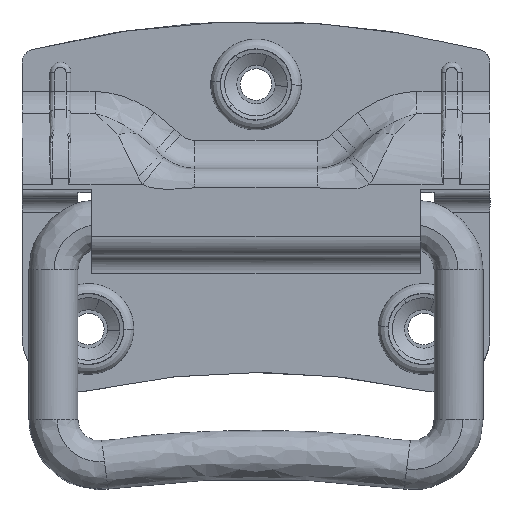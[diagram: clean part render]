
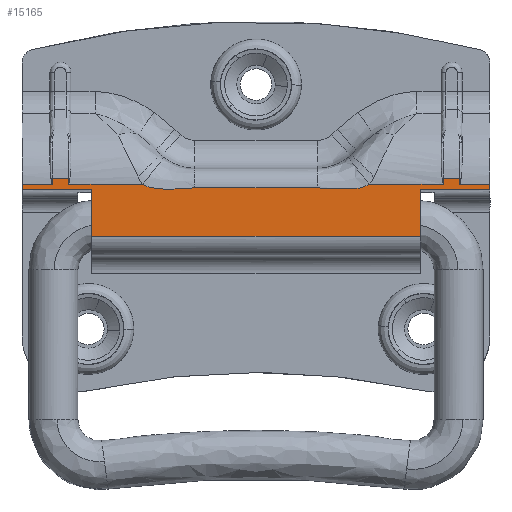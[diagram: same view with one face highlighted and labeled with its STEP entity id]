
A CAD part, front view. The second image highlights one B-rep face of the part: STEP entity #15165.
In plain terms, the highlighted free-form (B-spline) face has degree [1, 1] with [2, 2] control points.
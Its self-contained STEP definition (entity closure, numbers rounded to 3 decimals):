
#6158=CARTESIAN_POINT('',(-33.5,-4.3,4.9));
#6159=VERTEX_POINT('',#6158);
#6202=CARTESIAN_POINT('',(-23.5,-4.3,4.9));
#6203=VERTEX_POINT('',#6202);
#6217=CARTESIAN_POINT('',(-33.5,-4.3,4.9));
#6218=CARTESIAN_POINT('',(-23.5,-4.3,4.9));
#6219=QUASI_UNIFORM_CURVE('',1,(#6217,#6218),.UNSPECIFIED.,.F.,.U.);
#6220=EDGE_CURVE('',#6159,#6203,#6219,.T.);
#6239=CARTESIAN_POINT('',(33.5,-4.3,4.9));
#6240=VERTEX_POINT('',#6239);
#6256=CARTESIAN_POINT('',(23.5,-4.3,4.9));
#6257=VERTEX_POINT('',#6256);
#6258=CARTESIAN_POINT('',(23.5,-4.3,4.9));
#6259=CARTESIAN_POINT('',(33.5,-4.3,4.9));
#6260=QUASI_UNIFORM_CURVE('',1,(#6258,#6259),.UNSPECIFIED.,.F.,.U.);
#6261=EDGE_CURVE('',#6257,#6240,#6260,.T.);
#6576=CARTESIAN_POINT('',(-26.8,-4.3,6.575));
#6577=VERTEX_POINT('',#6576);
#6621=CARTESIAN_POINT('',(-26.8,-4.3,5.7));
#6622=VERTEX_POINT('',#6621);
#6623=CARTESIAN_POINT('',(-26.8,-4.3,5.7));
#6624=CARTESIAN_POINT('',(-26.8,-4.3,6.575));
#6625=QUASI_UNIFORM_CURVE('',1,(#6623,#6624),.UNSPECIFIED.,.F.,.U.);
#6626=EDGE_CURVE('',#6622,#6577,#6625,.T.);
#6655=CARTESIAN_POINT('',(-29.2,-4.3,6.575));
#6656=VERTEX_POINT('',#6655);
#6657=CARTESIAN_POINT('',(-29.2,-4.3,5.7));
#6658=VERTEX_POINT('',#6657);
#6659=CARTESIAN_POINT('',(-29.2,-4.3,6.575));
#6660=CARTESIAN_POINT('',(-29.2,-4.3,5.7));
#6661=QUASI_UNIFORM_CURVE('',1,(#6659,#6660),.UNSPECIFIED.,.F.,.U.);
#6662=EDGE_CURVE('',#6656,#6658,#6661,.T.);
#6896=CARTESIAN_POINT('',(26.8,-4.3,6.575));
#6897=VERTEX_POINT('',#6896);
#6898=CARTESIAN_POINT('',(26.8,-4.3,5.7));
#6899=VERTEX_POINT('',#6898);
#6900=CARTESIAN_POINT('',(26.8,-4.3,6.575));
#6901=CARTESIAN_POINT('',(26.8,-4.3,5.7));
#6902=QUASI_UNIFORM_CURVE('',1,(#6900,#6901),.UNSPECIFIED.,.F.,.U.);
#6903=EDGE_CURVE('',#6897,#6899,#6902,.T.);
#7237=CARTESIAN_POINT('',(29.2,-4.3,6.575));
#7238=VERTEX_POINT('',#7237);
#7282=CARTESIAN_POINT('',(29.2,-4.3,5.7));
#7283=VERTEX_POINT('',#7282);
#7284=CARTESIAN_POINT('',(29.2,-4.3,5.7));
#7285=CARTESIAN_POINT('',(29.2,-4.3,6.575));
#7286=QUASI_UNIFORM_CURVE('',1,(#7284,#7285),.UNSPECIFIED.,.F.,.U.);
#7287=EDGE_CURVE('',#7283,#7238,#7286,.T.);
#12596=CARTESIAN_POINT('',(16.251,-4.301,5.7));
#12597=VERTEX_POINT('',#12596);
#12664=CARTESIAN_POINT('',(8.777,-4.3,5.2));
#12665=VERTEX_POINT('',#12664);
#12679=CARTESIAN_POINT('',(16.251,-4.301,5.7));
#12680=CARTESIAN_POINT('',(14.981,-4.301,4.984));
#12681=CARTESIAN_POINT('',(12.657,-4.301,4.999));
#12682=CARTESIAN_POINT('',(12.004,-4.301,5.004));
#12683=CARTESIAN_POINT('',(10.693,-4.3,5.103));
#12684=CARTESIAN_POINT('',(9.413,-4.3,5.2));
#12685=CARTESIAN_POINT('',(8.777,-4.3,5.2));
#12686=B_SPLINE_CURVE_WITH_KNOTS('',2,(#12679,#12680,#12681,#12682,#12683,#12684,#12685),.UNSPECIFIED.,.F.,.U.,(3,2,2,3),(0.0,0.5,0.75,1.0),.UNSPECIFIED.);
#12687=EDGE_CURVE('',#12597,#12665,#12686,.T.);
#12831=CARTESIAN_POINT('',(-8.777,-4.3,5.2));
#12832=VERTEX_POINT('',#12831);
#12846=CARTESIAN_POINT('',(8.777,-4.3,5.2));
#12847=CARTESIAN_POINT('',(-8.777,-4.3,5.2));
#12848=QUASI_UNIFORM_CURVE('',1,(#12846,#12847),.UNSPECIFIED.,.F.,.U.);
#12849=EDGE_CURVE('',#12665,#12832,#12848,.T.);
#12924=CARTESIAN_POINT('',(-16.25,-4.3,5.699));
#12925=VERTEX_POINT('',#12924);
#12939=CARTESIAN_POINT('',(-8.777,-4.3,5.2));
#12940=CARTESIAN_POINT('',(-9.405,-4.3,5.2));
#12941=CARTESIAN_POINT('',(-10.684,-4.3,5.104));
#12942=CARTESIAN_POINT('',(-12.007,-4.3,5.005));
#12943=CARTESIAN_POINT('',(-12.653,-4.3,4.999));
#12944=CARTESIAN_POINT('',(-14.963,-4.3,4.977));
#12945=CARTESIAN_POINT('',(-16.25,-4.3,5.699));
#12946=B_SPLINE_CURVE_WITH_KNOTS('',2,(#12939,#12940,#12941,#12942,#12943,#12944,#12945),.UNSPECIFIED.,.F.,.U.,(3,2,2,3),(0.0,0.25,0.5,1.0),.UNSPECIFIED.);
#12947=EDGE_CURVE('',#12832,#12925,#12946,.T.);
#13329=CARTESIAN_POINT('',(-29.2,-4.3,6.575));
#13330=CARTESIAN_POINT('',(-26.8,-4.3,6.575));
#13331=QUASI_UNIFORM_CURVE('',1,(#13329,#13330),.UNSPECIFIED.,.F.,.U.);
#13332=EDGE_CURVE('',#6656,#6577,#13331,.T.);
#13579=CARTESIAN_POINT('',(26.8,-4.3,6.575));
#13580=CARTESIAN_POINT('',(29.2,-4.3,6.575));
#13581=QUASI_UNIFORM_CURVE('',1,(#13579,#13580),.UNSPECIFIED.,.F.,.U.);
#13582=EDGE_CURVE('',#6897,#7238,#13581,.T.);
#14499=CARTESIAN_POINT('',(23.5,-4.3,-1.7));
#14500=VERTEX_POINT('',#14499);
#14501=CARTESIAN_POINT('',(23.5,-4.3,-1.7));
#14502=CARTESIAN_POINT('',(23.5,-4.3,4.9));
#14503=QUASI_UNIFORM_CURVE('',1,(#14501,#14502),.UNSPECIFIED.,.F.,.U.);
#14504=EDGE_CURVE('',#14500,#6257,#14503,.T.);
#14689=CARTESIAN_POINT('',(-23.5,-4.3,-1.7));
#14690=VERTEX_POINT('',#14689);
#14704=CARTESIAN_POINT('',(-23.5,-4.3,4.9));
#14705=CARTESIAN_POINT('',(-23.5,-4.3,-1.7));
#14706=QUASI_UNIFORM_CURVE('',1,(#14704,#14705),.UNSPECIFIED.,.F.,.U.);
#14707=EDGE_CURVE('',#6203,#14690,#14706,.T.);
#15088=CARTESIAN_POINT('',(33.5,-4.3,5.7));
#15089=VERTEX_POINT('',#15088);
#15090=CARTESIAN_POINT('',(33.5,-4.3,5.7));
#15091=CARTESIAN_POINT('',(29.2,-4.3,5.7));
#15092=QUASI_UNIFORM_CURVE('',1,(#15090,#15091),.UNSPECIFIED.,.F.,.U.);
#15093=EDGE_CURVE('',#15089,#7283,#15092,.T.);
#15112=CARTESIAN_POINT('',(-36.847,-4.3,6.988));
#15113=CARTESIAN_POINT('',(-36.847,-4.3,-2.113));
#15114=CARTESIAN_POINT('',(36.847,-4.3,6.988));
#15115=CARTESIAN_POINT('',(36.847,-4.3,-2.113));
#15116=B_SPLINE_SURFACE_WITH_KNOTS('',1,1,((#15112,#15114),(#15113,#15115)),.UNSPECIFIED.,.F.,.F.,.U.,(2,2),(2,2),(0.0,9.102),(0.0,73.693),.UNSPECIFIED.);
#15117=ORIENTED_EDGE('',*,*,#14504,.T.);
#15118=ORIENTED_EDGE('',*,*,#6261,.T.);
#15119=CARTESIAN_POINT('',(33.5,-4.3,4.9));
#15120=CARTESIAN_POINT('',(33.5,-4.3,5.7));
#15121=QUASI_UNIFORM_CURVE('',1,(#15119,#15120),.UNSPECIFIED.,.F.,.U.);
#15122=EDGE_CURVE('',#6240,#15089,#15121,.T.);
#15123=ORIENTED_EDGE('',*,*,#15122,.T.);
#15124=ORIENTED_EDGE('',*,*,#15093,.T.);
#15125=ORIENTED_EDGE('',*,*,#7287,.T.);
#15126=ORIENTED_EDGE('',*,*,#13582,.F.);
#15127=ORIENTED_EDGE('',*,*,#6903,.T.);
#15128=CARTESIAN_POINT('',(26.8,-4.3,5.7));
#15129=CARTESIAN_POINT('',(16.251,-4.301,5.7));
#15130=QUASI_UNIFORM_CURVE('',1,(#15128,#15129),.UNSPECIFIED.,.F.,.U.);
#15131=EDGE_CURVE('',#6899,#12597,#15130,.T.);
#15132=ORIENTED_EDGE('',*,*,#15131,.T.);
#15133=ORIENTED_EDGE('',*,*,#12687,.T.);
#15134=ORIENTED_EDGE('',*,*,#12849,.T.);
#15135=ORIENTED_EDGE('',*,*,#12947,.T.);
#15136=CARTESIAN_POINT('',(-16.25,-4.3,5.699));
#15137=CARTESIAN_POINT('',(-26.8,-4.3,5.7));
#15138=QUASI_UNIFORM_CURVE('',1,(#15136,#15137),.UNSPECIFIED.,.F.,.U.);
#15139=EDGE_CURVE('',#12925,#6622,#15138,.T.);
#15140=ORIENTED_EDGE('',*,*,#15139,.T.);
#15141=ORIENTED_EDGE('',*,*,#6626,.T.);
#15142=ORIENTED_EDGE('',*,*,#13332,.F.);
#15143=ORIENTED_EDGE('',*,*,#6662,.T.);
#15144=CARTESIAN_POINT('',(-33.5,-4.3,5.7));
#15145=VERTEX_POINT('',#15144);
#15146=CARTESIAN_POINT('',(-29.2,-4.3,5.7));
#15147=CARTESIAN_POINT('',(-33.5,-4.3,5.7));
#15148=QUASI_UNIFORM_CURVE('',1,(#15146,#15147),.UNSPECIFIED.,.F.,.U.);
#15149=EDGE_CURVE('',#6658,#15145,#15148,.T.);
#15150=ORIENTED_EDGE('',*,*,#15149,.T.);
#15151=CARTESIAN_POINT('',(-33.5,-4.3,4.9));
#15152=CARTESIAN_POINT('',(-33.5,-4.3,5.7));
#15153=QUASI_UNIFORM_CURVE('',1,(#15151,#15152),.UNSPECIFIED.,.F.,.U.);
#15154=EDGE_CURVE('',#6159,#15145,#15153,.T.);
#15155=ORIENTED_EDGE('',*,*,#15154,.F.);
#15156=ORIENTED_EDGE('',*,*,#6220,.T.);
#15157=ORIENTED_EDGE('',*,*,#14707,.T.);
#15158=CARTESIAN_POINT('',(23.5,-4.3,-1.7));
#15159=CARTESIAN_POINT('',(-23.5,-4.3,-1.7));
#15160=QUASI_UNIFORM_CURVE('',1,(#15158,#15159),.UNSPECIFIED.,.F.,.U.);
#15161=EDGE_CURVE('',#14500,#14690,#15160,.T.);
#15162=ORIENTED_EDGE('',*,*,#15161,.F.);
#15163=EDGE_LOOP('',(#15117,#15118,#15123,#15124,#15125,#15126,#15127,#15132,#15133,#15134,#15135,#15140,#15141,#15142,#15143,#15150,#15155,#15156,#15157,#15162));
#15164=FACE_OUTER_BOUND('',#15163,.T.);
#15165=ADVANCED_FACE('',(#15164),#15116,.T.);
